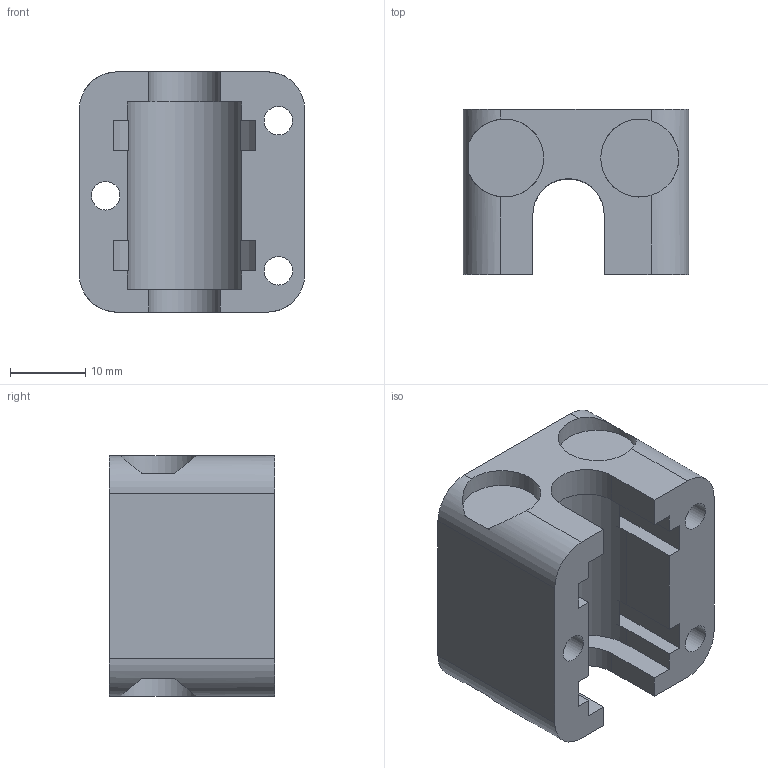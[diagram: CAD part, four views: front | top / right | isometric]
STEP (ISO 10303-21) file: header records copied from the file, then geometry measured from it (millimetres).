
FILE_DESCRIPTION(('FreeCAD Model'),'2;1');
FILE_NAME('Slider_Transport_BOTTOM.step', '2018-11-15T20:57:28',('Author'),(''), 'Open CASCADE STEP processor 7.2','FreeCAD','Unknown');
FILE_SCHEMA(('AUTOMOTIVE_DESIGN_CC2 { 1 2 10303 214 -1 1 5 4 }'));
Products named in the file (1): TransportSlider_BOTTOM
Bounding box: 30 x 22 x 32 mm (x, y, z)
Volume: 12283.6 mm3; surface area: 7030.6 mm2
Topology: 1 solids, 1 shells, 226 faces, 658 edges, 440 vertices
Faces by surface type: extrusion 130, plane 78, cylinder 18
Full cylindrical faces by diameter (mm): 3.8 x3, 10.4 x2
Entity records: 56887 total; most frequent: CARTESIAN_POINT 43728, DIRECTION 1493, ORIENTED_EDGE 1316, PCURVE 1316, DEFINITIONAL_REPRESENTATION 1316, VECTOR 1179, LINE 1049, B_SPLINE_CURVE_WITH_KNOTS 959
